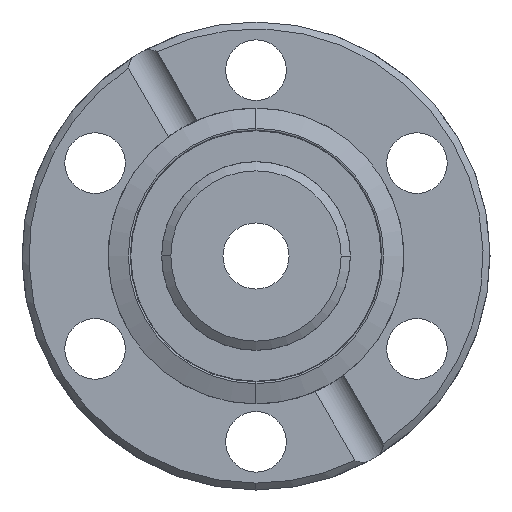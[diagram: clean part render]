
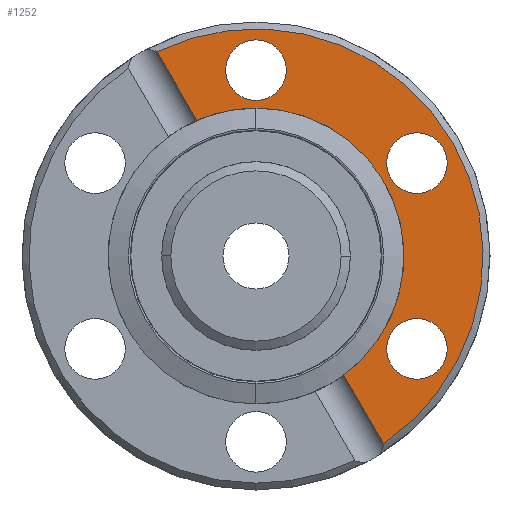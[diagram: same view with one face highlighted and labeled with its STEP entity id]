
A CAD part, left-side view. The second image highlights one B-rep face of the part: STEP entity #1252.
In plain terms, the highlighted planar face has unit normal (-1, 0, 0).
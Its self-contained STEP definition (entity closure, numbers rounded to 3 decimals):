
#68 = VERTEX_POINT ( 'NONE', #3434 ) ;
#83 = EDGE_LOOP ( 'NONE', ( #1489, #2103 ) ) ;
#194 = EDGE_CURVE ( 'NONE', #3343, #3526, #3506, .T. ) ;
#267 = VERTEX_POINT ( 'NONE', #2806 ) ;
#402 = VERTEX_POINT ( 'NONE', #465 ) ;
#450 = CARTESIAN_POINT ( 'NONE',  ( 0., 0., 11.3 ) ) ;
#464 = PLANE ( 'NONE',  #4379 ) ;
#465 = CARTESIAN_POINT ( 'NONE',  ( 0., -11.691, -4.55 ) ) ;
#542 = DIRECTION ( 'NONE',  ( 0., 0., 1. ) ) ;
#556 = DIRECTION ( 'NONE',  ( -1., 0., 0. ) ) ;
#590 = CARTESIAN_POINT ( 'NONE',  ( 0., -11.691, -6.75 ) ) ;
#687 = CIRCLE ( 'NONE', #4834, 2.2 ) ;
#693 = EDGE_CURVE ( 'NONE', #3343, #2612, #2098, .T. ) ;
#718 = ORIENTED_EDGE ( 'NONE', *, *, #3635, .F. ) ;
#786 = CARTESIAN_POINT ( 'NONE',  ( 0., 0., 10.75 ) ) ;
#821 = DIRECTION ( 'NONE',  ( 0., -0.5, -0.866 ) ) ;
#1244 = ORIENTED_EDGE ( 'NONE', *, *, #1685, .F. ) ;
#1252 = ADVANCED_FACE ( 'NONE', ( #4344, #2230, #4476, #3321 ), #464, .F. ) ;
#1389 = AXIS2_PLACEMENT_3D ( 'NONE', #3291, #3238, #3210 ) ;
#1402 = CARTESIAN_POINT ( 'NONE',  ( 0., -11.691, 6.75 ) ) ;
#1489 = ORIENTED_EDGE ( 'NONE', *, *, #3677, .F. ) ;
#1685 = EDGE_CURVE ( 'NONE', #4011, #68, #3921, .T. ) ;
#1700 = CARTESIAN_POINT ( 'NONE',  ( 0., -12.65, -19.511 ) ) ;
#1783 = DIRECTION ( 'NONE',  ( 0., 0., 1. ) ) ;
#1828 = EDGE_CURVE ( 'NONE', #2612, #267, #2209, .T. ) ;
#1895 = LINE ( 'NONE', #2811, #4893 ) ;
#1950 = CARTESIAN_POINT ( 'NONE',  ( 0., -6.381, -8.652 ) ) ;
#1955 = EDGE_LOOP ( 'NONE', ( #3675, #3280, #718, #2260, #2447 ) ) ;
#1968 = VECTOR ( 'NONE', #821, 1000. ) ;
#1981 = ORIENTED_EDGE ( 'NONE', *, *, #2549, .F. ) ;
#2022 = VERTEX_POINT ( 'NONE', #450 ) ;
#2098 = LINE ( 'NONE', #1700, #1968 ) ;
#2103 = ORIENTED_EDGE ( 'NONE', *, *, #4536, .F. ) ;
#2209 = CIRCLE ( 'NONE', #3633, 16.5 ) ;
#2230 = FACE_BOUND ( 'NONE', #83, .T. ) ;
#2260 = ORIENTED_EDGE ( 'NONE', *, *, #194, .F. ) ;
#2278 = CARTESIAN_POINT ( 'NONE',  ( 0., -11.691, 6.75 ) ) ;
#2294 = DIRECTION ( 'NONE',  ( -1., 0., 0. ) ) ;
#2312 = DIRECTION ( 'NONE',  ( 0., 0., 1. ) ) ;
#2382 = AXIS2_PLACEMENT_3D ( 'NONE', #590, #556, #542 ) ;
#2433 = AXIS2_PLACEMENT_3D ( 'NONE', #3137, #2628, #2646 ) ;
#2447 = ORIENTED_EDGE ( 'NONE', *, *, #693, .T. ) ;
#2472 = ORIENTED_EDGE ( 'NONE', *, *, #2583, .F. ) ;
#2549 = EDGE_CURVE ( 'NONE', #2022, #3787, #3474, .T. ) ;
#2583 = EDGE_CURVE ( 'NONE', #3787, #2022, #4509, .T. ) ;
#2612 = VERTEX_POINT ( 'NONE', #3741 ) ;
#2628 = DIRECTION ( 'NONE',  ( -1., 0., 0. ) ) ;
#2646 = DIRECTION ( 'NONE',  ( 0., 0., 1. ) ) ;
#2652 = ORIENTED_EDGE ( 'NONE', *, *, #4900, .F. ) ;
#2806 = CARTESIAN_POINT ( 'NONE',  ( 0., 7.189, 14.852 ) ) ;
#2811 = CARTESIAN_POINT ( 'NONE',  ( 0., -12.65, -19.511 ) ) ;
#3137 = CARTESIAN_POINT ( 'NONE',  ( 0., 0., 0. ) ) ;
#3210 = DIRECTION ( 'NONE',  ( 0., 0., 1. ) ) ;
#3238 = DIRECTION ( 'NONE',  ( -1., 0., 0. ) ) ;
#3280 = ORIENTED_EDGE ( 'NONE', *, *, #3783, .T. ) ;
#3291 = CARTESIAN_POINT ( 'NONE',  ( 0., 0., 0. ) ) ;
#3321 = FACE_OUTER_BOUND ( 'NONE', #1955, .T. ) ;
#3343 = VERTEX_POINT ( 'NONE', #1950 ) ;
#3386 = CARTESIAN_POINT ( 'NONE',  ( 0., 0., 15.7 ) ) ;
#3434 = CARTESIAN_POINT ( 'NONE',  ( 0., -11.691, 4.55 ) ) ;
#3474 = CIRCLE ( 'NONE', #4345, 2.2 ) ;
#3506 = CIRCLE ( 'NONE', #1389, 10.75 ) ;
#3526 = VERTEX_POINT ( 'NONE', #786 ) ;
#3548 = DIRECTION ( 'NONE',  ( 0., -0.5, -0.866 ) ) ;
#3615 = CARTESIAN_POINT ( 'NONE',  ( 0., 0., 0. ) ) ;
#3627 = DIRECTION ( 'NONE',  ( -1., 0., 0. ) ) ;
#3633 = AXIS2_PLACEMENT_3D ( 'NONE', #3615, #3627, #3646 ) ;
#3635 = EDGE_CURVE ( 'NONE', #3526, #4255, #3659, .T. ) ;
#3646 = DIRECTION ( 'NONE',  ( 0., 0., 1. ) ) ;
#3659 = CIRCLE ( 'NONE', #2433, 10.75 ) ;
#3672 = EDGE_LOOP ( 'NONE', ( #2472, #1981 ) ) ;
#3675 = ORIENTED_EDGE ( 'NONE', *, *, #1828, .T. ) ;
#3677 = EDGE_CURVE ( 'NONE', #402, #4950, #4305, .T. ) ;
#3741 = CARTESIAN_POINT ( 'NONE',  ( 0., -9.267, -13.652 ) ) ;
#3783 = EDGE_CURVE ( 'NONE', #267, #4255, #1895, .T. ) ;
#3787 = VERTEX_POINT ( 'NONE', #3386 ) ;
#3857 = CARTESIAN_POINT ( 'NONE',  ( 0., 4.302, 9.852 ) ) ;
#3921 = CIRCLE ( 'NONE', #3979, 2.2 ) ;
#3979 = AXIS2_PLACEMENT_3D ( 'NONE', #2278, #2294, #2312 ) ;
#4011 = VERTEX_POINT ( 'NONE', #4304 ) ;
#4039 = AXIS2_PLACEMENT_3D ( 'NONE', #4945, #4919, #4897 ) ;
#4104 = AXIS2_PLACEMENT_3D ( 'NONE', #4572, #4516, #4504 ) ;
#4161 = DIRECTION ( 'NONE',  ( -1., 0., 0. ) ) ;
#4219 = EDGE_LOOP ( 'NONE', ( #1244, #2652 ) ) ;
#4255 = VERTEX_POINT ( 'NONE', #3857 ) ;
#4304 = CARTESIAN_POINT ( 'NONE',  ( 0., -11.691, 8.95 ) ) ;
#4305 = CIRCLE ( 'NONE', #4039, 2.2 ) ;
#4344 = FACE_BOUND ( 'NONE', #4219, .T. ) ;
#4345 = AXIS2_PLACEMENT_3D ( 'NONE', #4977, #4956, #4892 ) ;
#4379 = AXIS2_PLACEMENT_3D ( 'NONE', #4673, #4649, #4632 ) ;
#4469 = CIRCLE ( 'NONE', #2382, 2.2 ) ;
#4476 = FACE_BOUND ( 'NONE', #3672, .T. ) ;
#4504 = DIRECTION ( 'NONE',  ( 0., 0., 1. ) ) ;
#4509 = CIRCLE ( 'NONE', #4104, 2.2 ) ;
#4516 = DIRECTION ( 'NONE',  ( -1., 0., 0. ) ) ;
#4535 = CARTESIAN_POINT ( 'NONE',  ( 0., -11.691, -8.95 ) ) ;
#4536 = EDGE_CURVE ( 'NONE', #4950, #402, #4469, .T. ) ;
#4572 = CARTESIAN_POINT ( 'NONE',  ( 0., 0., 13.5 ) ) ;
#4632 = DIRECTION ( 'NONE',  ( 0., 0., -1. ) ) ;
#4649 = DIRECTION ( 'NONE',  ( 1., 0., 0. ) ) ;
#4673 = CARTESIAN_POINT ( 'NONE',  ( 0., 0., 0. ) ) ;
#4834 = AXIS2_PLACEMENT_3D ( 'NONE', #1402, #4161, #1783 ) ;
#4892 = DIRECTION ( 'NONE',  ( 0., 0., 1. ) ) ;
#4893 = VECTOR ( 'NONE', #3548, 1000. ) ;
#4897 = DIRECTION ( 'NONE',  ( 0., 0., 1. ) ) ;
#4900 = EDGE_CURVE ( 'NONE', #68, #4011, #687, .T. ) ;
#4919 = DIRECTION ( 'NONE',  ( -1., 0., 0. ) ) ;
#4945 = CARTESIAN_POINT ( 'NONE',  ( 0., -11.691, -6.75 ) ) ;
#4950 = VERTEX_POINT ( 'NONE', #4535 ) ;
#4956 = DIRECTION ( 'NONE',  ( -1., 0., 0. ) ) ;
#4977 = CARTESIAN_POINT ( 'NONE',  ( 0., 0., 13.5 ) ) ;
